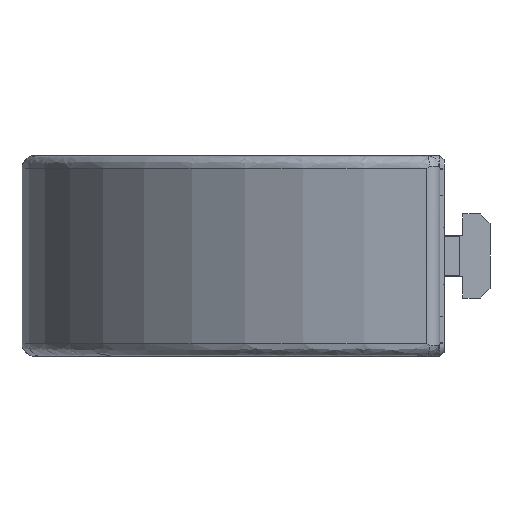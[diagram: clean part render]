
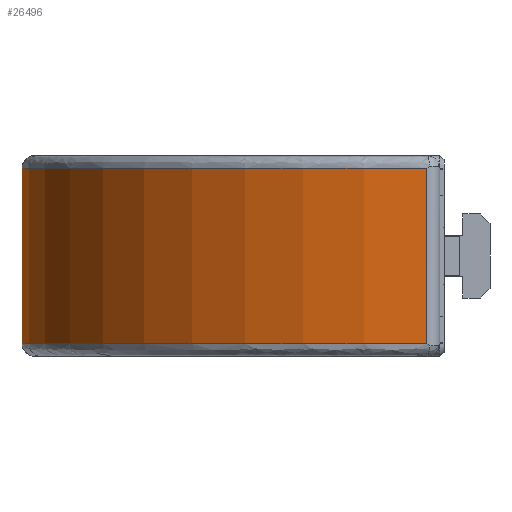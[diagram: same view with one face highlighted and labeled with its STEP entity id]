
A CAD part, left-side view. The second image highlights one B-rep face of the part: STEP entity #26496.
In plain terms, the highlighted cylindrical face has radius 100 mm (diameter 200 mm), a partial arc.
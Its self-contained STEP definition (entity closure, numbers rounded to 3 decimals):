
#26353=CARTESIAN_POINT('',(99.952,21.,3.093));
#26354=VERTEX_POINT('',#26353);
#26367=CARTESIAN_POINT('',(3.093,21.,99.952));
#26368=VERTEX_POINT('',#26367);
#26376=CARTESIAN_POINT('',(0.,21.,0.));
#26377=DIRECTION('',(0.0,-1.0,0.0));
#26378=DIRECTION('',(0.0,0.0,-1.0));
#26379=AXIS2_PLACEMENT_3D('',#26376,#26377,#26378);
#26380=CIRCLE('',#26379,100.);
#26381=EDGE_CURVE('',#26354,#26368,#26380,.T.);
#26397=CARTESIAN_POINT('',(3.093,-21.,99.952));
#26398=VERTEX_POINT('',#26397);
#26406=CARTESIAN_POINT('',(3.093,21.,99.952));
#26407=DIRECTION('',(0.0,-1.0,0.0));
#26408=VECTOR('',#26407,42.);
#26409=LINE('',#26406,#26408);
#26410=EDGE_CURVE('',#26368,#26398,#26409,.T.);
#26443=CARTESIAN_POINT('',(99.952,-21.,3.093));
#26444=VERTEX_POINT('',#26443);
#26452=CARTESIAN_POINT('',(0.,-21.,0.));
#26453=DIRECTION('',(0.0,1.0,0.0));
#26454=DIRECTION('',(0.0,0.0,-1.0));
#26455=AXIS2_PLACEMENT_3D('',#26452,#26453,#26454);
#26456=CIRCLE('',#26455,100.);
#26457=EDGE_CURVE('',#26398,#26444,#26456,.T.);
#26476=CARTESIAN_POINT('',(99.952,-21.0,3.093));
#26477=DIRECTION('',(0.0,1.0,0.0));
#26478=VECTOR('',#26477,42.);
#26479=LINE('',#26476,#26478);
#26480=EDGE_CURVE('',#26444,#26354,#26479,.T.);
#26485=CARTESIAN_POINT('',(0.,21.,0.));
#26486=DIRECTION('',(0.0,-1.0,0.0));
#26487=DIRECTION('',(0.0,0.0,-1.0));
#26488=AXIS2_PLACEMENT_3D('',#26485,#26486,#26487);
#26489=CYLINDRICAL_SURFACE('',#26488,100.);
#26490=ORIENTED_EDGE('',*,*,#26457,.T.);
#26491=ORIENTED_EDGE('',*,*,#26480,.T.);
#26492=ORIENTED_EDGE('',*,*,#26381,.T.);
#26493=ORIENTED_EDGE('',*,*,#26410,.T.);
#26494=EDGE_LOOP('',(#26490,#26491,#26492,#26493));
#26495=FACE_OUTER_BOUND('',#26494,.T.);
#26496=ADVANCED_FACE('',(#26495),#26489,.T.);
